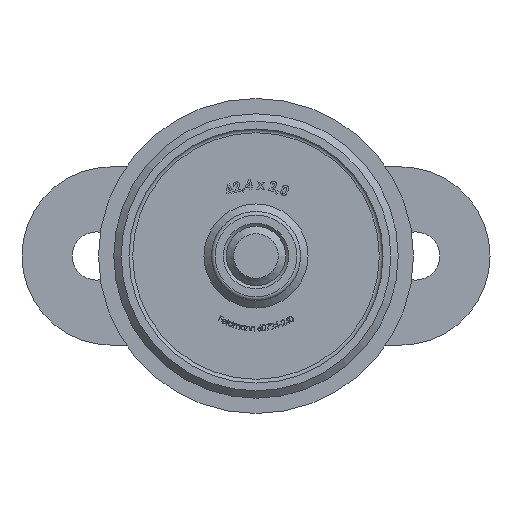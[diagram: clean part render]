
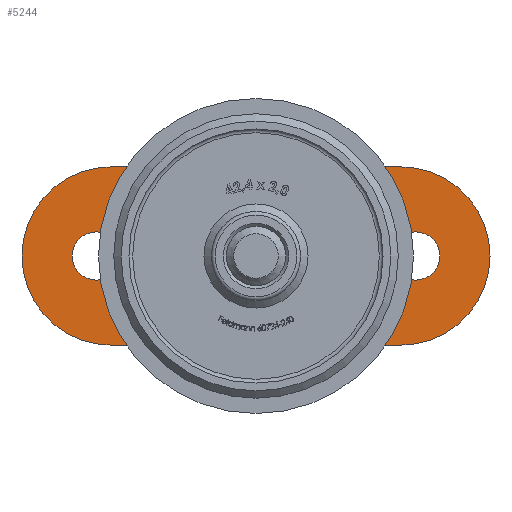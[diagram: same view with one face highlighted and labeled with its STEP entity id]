
A CAD part, front view. The second image highlights one B-rep face of the part: STEP entity #5244.
In plain terms, the highlighted planar face has unit normal (0, -1, 0).
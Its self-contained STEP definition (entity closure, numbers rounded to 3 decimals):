
#10 = CARTESIAN_POINT ( 'NONE',  ( 0., 0., -18.25 ) ) ;
#1241 = CARTESIAN_POINT ( 'NONE',  ( 0., 0., -7.1 ) ) ;
#1274 = CARTESIAN_POINT ( 'NONE',  ( 0., 0., 31.5 ) ) ;
#1962 = EDGE_LOOP ( 'NONE', ( #18389 ) ) ;
#2007 = EDGE_CURVE ( 'NONE', #8583, #11717, #4944, .T. ) ;
#2456 = ORIENTED_EDGE ( 'NONE', *, *, #3138, .F. ) ;
#2594 = ORIENTED_EDGE ( 'NONE', *, *, #13275, .T. ) ;
#3074 = CIRCLE ( 'NONE', #5178, 12. ) ;
#3138 = EDGE_CURVE ( 'NONE', #18458, #11717, #18381, .T. ) ;
#3226 = CARTESIAN_POINT ( 'NONE',  ( 0., 0., 19.5 ) ) ;
#3700 = ORIENTED_EDGE ( 'NONE', *, *, #2007, .T. ) ;
#4114 = EDGE_LOOP ( 'NONE', ( #9250, #3700, #2456, #13565, #8425, #7171 ) ) ;
#4697 = DIRECTION ( 'NONE',  ( 0., 1., 0. ) ) ;
#4856 = DIRECTION ( 'NONE',  ( 0., 0., -1. ) ) ;
#4944 = CIRCLE ( 'NONE', #5904, 12. ) ;
#5024 = CIRCLE ( 'NONE', #12196, 12. ) ;
#5136 = FACE_BOUND ( 'NONE', #1962, .T. ) ;
#5178 = AXIS2_PLACEMENT_3D ( 'NONE', #3226, #10974, #12652 ) ;
#5244 = ADVANCED_FACE ( 'NONE', ( #13566, #5865, #5136, #15575 ), #6257, .F. ) ;
#5437 = VECTOR ( 'NONE', #19742, 1000. ) ;
#5865 = FACE_BOUND ( 'NONE', #14758, .T. ) ;
#5904 = AXIS2_PLACEMENT_3D ( 'NONE', #19706, #7086, #8615 ) ;
#6256 = CIRCLE ( 'NONE', #13679, 7.1 ) ;
#6257 = PLANE ( 'NONE',  #7805 ) ;
#6288 = CARTESIAN_POINT ( 'NONE',  ( 0., 0., 24.75 ) ) ;
#6384 = EDGE_CURVE ( 'NONE', #16320, #20395, #3074, .T. ) ;
#6722 = EDGE_CURVE ( 'NONE', #12042, #12042, #6256, .T. ) ;
#7086 = DIRECTION ( 'NONE',  ( 0., -1., 0. ) ) ;
#7171 = ORIENTED_EDGE ( 'NONE', *, *, #12230, .T. ) ;
#7567 = EDGE_CURVE ( 'NONE', #18458, #16320, #5024, .T. ) ;
#7805 = AXIS2_PLACEMENT_3D ( 'NONE', #11136, #4697, #15835 ) ;
#8055 = DIRECTION ( 'NONE',  ( 0., 0., -1. ) ) ;
#8324 = CARTESIAN_POINT ( 'NONE',  ( 12., 0., 31.5 ) ) ;
#8425 = ORIENTED_EDGE ( 'NONE', *, *, #6384, .T. ) ;
#8583 = VERTEX_POINT ( 'NONE', #8765 ) ;
#8612 = DIRECTION ( 'NONE',  ( 0., 1., 0. ) ) ;
#8615 = DIRECTION ( 'NONE',  ( 0., 0., 1. ) ) ;
#8643 = VERTEX_POINT ( 'NONE', #6288 ) ;
#8765 = CARTESIAN_POINT ( 'NONE',  ( 0., 0., -31.5 ) ) ;
#8973 = CARTESIAN_POINT ( 'NONE',  ( -12., 0., -19.5 ) ) ;
#9250 = ORIENTED_EDGE ( 'NONE', *, *, #18453, .T. ) ;
#10601 = DIRECTION ( 'NONE',  ( 0., 0., 1. ) ) ;
#10822 = CARTESIAN_POINT ( 'NONE',  ( 0., 0., 19.5 ) ) ;
#10974 = DIRECTION ( 'NONE',  ( 0., -1., 0. ) ) ;
#11136 = CARTESIAN_POINT ( 'NONE',  ( -12., 0., 31.5 ) ) ;
#11717 = VERTEX_POINT ( 'NONE', #18045 ) ;
#11845 = DIRECTION ( 'NONE',  ( 0., -1., 0. ) ) ;
#12042 = VERTEX_POINT ( 'NONE', #1241 ) ;
#12069 = DIRECTION ( 'NONE',  ( 0., 0., 1. ) ) ;
#12196 = AXIS2_PLACEMENT_3D ( 'NONE', #10822, #17122, #10601 ) ;
#12230 = EDGE_CURVE ( 'NONE', #20395, #14312, #13391, .T. ) ;
#12652 = DIRECTION ( 'NONE',  ( 0., 0., 1. ) ) ;
#12699 = DIRECTION ( 'NONE',  ( 0., -1., 0. ) ) ;
#13275 = EDGE_CURVE ( 'NONE', #16501, #16501, #14352, .T. ) ;
#13391 = LINE ( 'NONE', #19682, #5437 ) ;
#13399 = CARTESIAN_POINT ( 'NONE',  ( 12., 0., 19.5 ) ) ;
#13565 = ORIENTED_EDGE ( 'NONE', *, *, #7567, .T. ) ;
#13566 = FACE_BOUND ( 'NONE', #14046, .T. ) ;
#13679 = AXIS2_PLACEMENT_3D ( 'NONE', #19205, #12699, #8055 ) ;
#13900 = AXIS2_PLACEMENT_3D ( 'NONE', #18295, #14947, #12069 ) ;
#14046 = EDGE_LOOP ( 'NONE', ( #16890 ) ) ;
#14312 = VERTEX_POINT ( 'NONE', #8973 ) ;
#14352 = CIRCLE ( 'NONE', #16313, 3.25 ) ;
#14758 = EDGE_LOOP ( 'NONE', ( #2594 ) ) ;
#14947 = DIRECTION ( 'NONE',  ( 0., 1., 0. ) ) ;
#15079 = CARTESIAN_POINT ( 'NONE',  ( 0., 0., -19.5 ) ) ;
#15575 = FACE_OUTER_BOUND ( 'NONE', #4114, .T. ) ;
#15835 = DIRECTION ( 'NONE',  ( 0., 0., 1. ) ) ;
#16313 = AXIS2_PLACEMENT_3D ( 'NONE', #19765, #8612, #16781 ) ;
#16320 = VERTEX_POINT ( 'NONE', #1274 ) ;
#16501 = VERTEX_POINT ( 'NONE', #10 ) ;
#16502 = CIRCLE ( 'NONE', #19140, 12. ) ;
#16562 = DIRECTION ( 'NONE',  ( 0., 0., 1. ) ) ;
#16781 = DIRECTION ( 'NONE',  ( 0., 0., 1. ) ) ;
#16890 = ORIENTED_EDGE ( 'NONE', *, *, #6722, .F. ) ;
#17122 = DIRECTION ( 'NONE',  ( 0., -1., 0. ) ) ;
#18045 = CARTESIAN_POINT ( 'NONE',  ( 12., 0., -19.5 ) ) ;
#18295 = CARTESIAN_POINT ( 'NONE',  ( 0., 0., 21.5 ) ) ;
#18381 = LINE ( 'NONE', #8324, #19646 ) ;
#18389 = ORIENTED_EDGE ( 'NONE', *, *, #19901, .T. ) ;
#18453 = EDGE_CURVE ( 'NONE', #14312, #8583, #16502, .T. ) ;
#18458 = VERTEX_POINT ( 'NONE', #13399 ) ;
#19090 = CIRCLE ( 'NONE', #13900, 3.25 ) ;
#19140 = AXIS2_PLACEMENT_3D ( 'NONE', #15079, #11845, #16562 ) ;
#19205 = CARTESIAN_POINT ( 'NONE',  ( 0., 0., 0. ) ) ;
#19339 = CARTESIAN_POINT ( 'NONE',  ( -12., 0., 19.5 ) ) ;
#19646 = VECTOR ( 'NONE', #4856, 1000. ) ;
#19682 = CARTESIAN_POINT ( 'NONE',  ( -12., 0., 31.5 ) ) ;
#19706 = CARTESIAN_POINT ( 'NONE',  ( 0., 0., -19.5 ) ) ;
#19742 = DIRECTION ( 'NONE',  ( 0., 0., -1. ) ) ;
#19765 = CARTESIAN_POINT ( 'NONE',  ( 0., 0., -21.5 ) ) ;
#19901 = EDGE_CURVE ( 'NONE', #8643, #8643, #19090, .T. ) ;
#20395 = VERTEX_POINT ( 'NONE', #19339 ) ;
